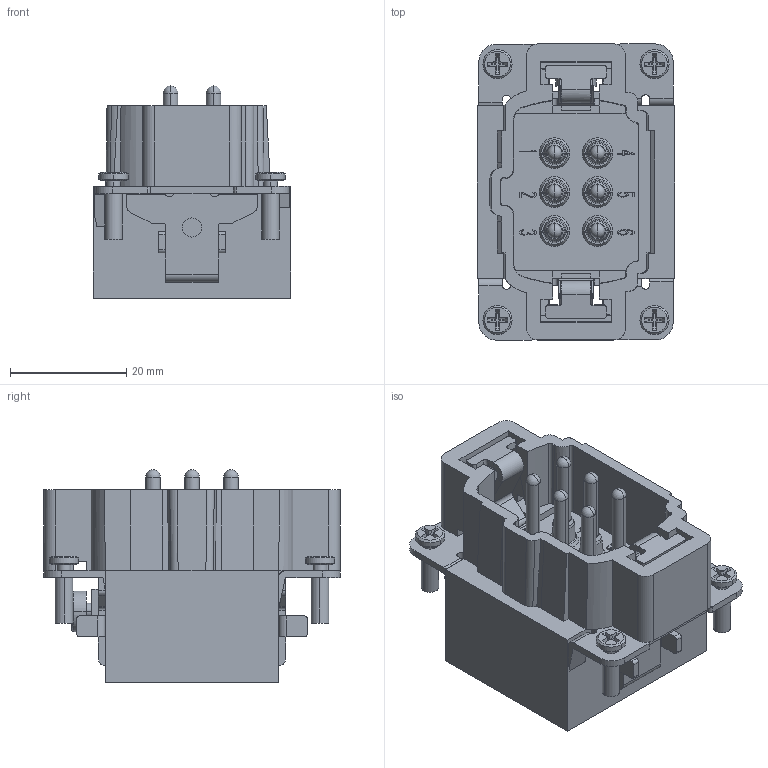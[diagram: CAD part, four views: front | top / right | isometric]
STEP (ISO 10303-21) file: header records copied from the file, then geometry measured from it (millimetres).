
FILE_DESCRIPTION((''),'2;1');
FILE_NAME('HE-006MS_4','2017-07-15T',('tl.yang'),(''),'PRO/ENGINEER BY PARAMETRIC TECHNOLOGY CORPORATION, 2011500','PRO/ENGINEER BY PARAMETRIC TECHNOLOGY CORPORATION, 2011500','');
FILE_SCHEMA(('CONFIG_CONTROL_DESIGN'));
Length unit declared in the file: millimetre
Products named in the file (1): HE-006MS_4
Bounding box: 33.9 x 50.91 x 36.5 mm (x, y, z)
Volume: 26196.1 mm3; surface area: 13899.6 mm2
Topology: 1 solids, 1 shells, 1095 faces, 2972 edges, 1926 vertices
Faces by surface type: plane 787, cylinder 186, bspline 62, cone 46, sphere 12, torus 2
Entity records: 35943 total; most frequent: CARTESIAN_POINT 8429, ORIENTED_EDGE 5920, DIRECTION 5336, EDGE_CURVE 2960, VECTOR 2360, LINE 2360, VERTEX_POINT 1926, AXIS2_PLACEMENT_3D 1488
